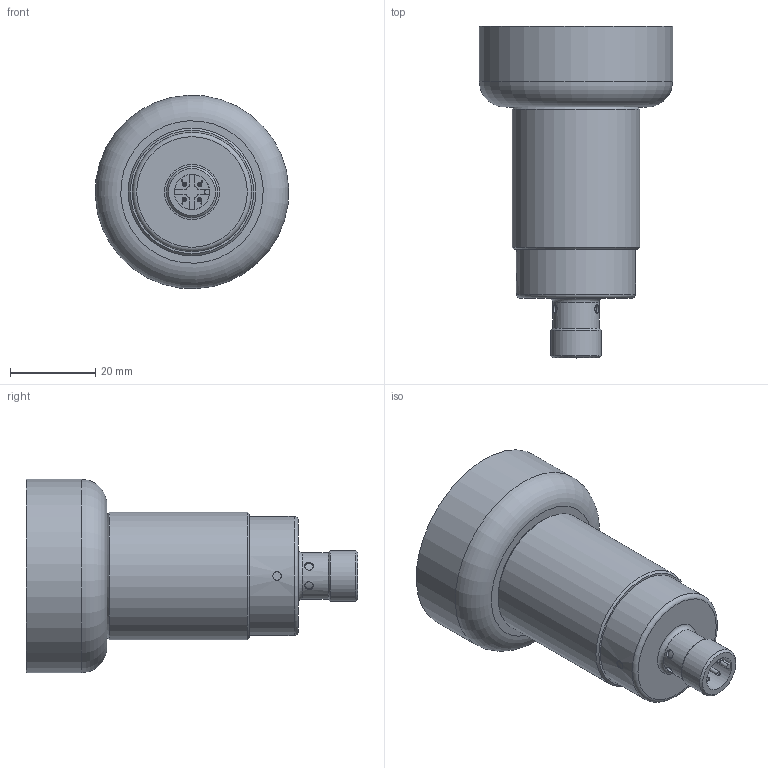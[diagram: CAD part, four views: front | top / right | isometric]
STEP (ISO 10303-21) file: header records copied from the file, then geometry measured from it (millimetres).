
FILE_DESCRIPTION(/* description */ ('DISO X xxx'),/* implementation_level */ '2;1');
FILE_NAME(/* name */ '3D-Model-US30M6000 G3-B4.stp',/* time_stamp */ '2018-01-11T08:32:11+01:00',/* author */ ('lcf'),/* organization */ ('di-soric GmbH & Co. KG'),/* preprocessor_version */ 'ST-DEVELOPER v17',/* originating_system */ 'Autodesk Inventor 2018',/* authorisation */ '');
FILE_SCHEMA (('AUTOMOTIVE_DESIGN { 1 0 10303 214 3 1 1 }'));
Length unit declared in the file: millimetre
Products named in the file (1): 3D-Model-US30M6000 G3-B4
Bounding box: 45.45 x 78 x 45.45 mm (x, y, z)
Volume: 61504.6 mm3; surface area: 10948.2 mm2
Topology: 1 solids, 14 shells, 402 faces, 1089 edges, 729 vertices
Faces by surface type: plane 325, cylinder 54, cone 20, torus 3
Full cylindrical faces by diameter (mm): 1 x11, 1.05 x11, 1.5 x4, 2 x5, 3 x1, 8.3 x1, 9.8 x1, 10.9 x1, 12 x1, 28 x1, 29.5 x1, 30 x1, 45.5 x1
Entity records: 13299 total; most frequent: CARTESIAN_POINT 2558, ORIENTED_EDGE 2170, DIRECTION 2045, EDGE_CURVE 1085, LINE 889, VECTOR 889, VERTEX_POINT 729, AXIS2_PLACEMENT_3D 578
